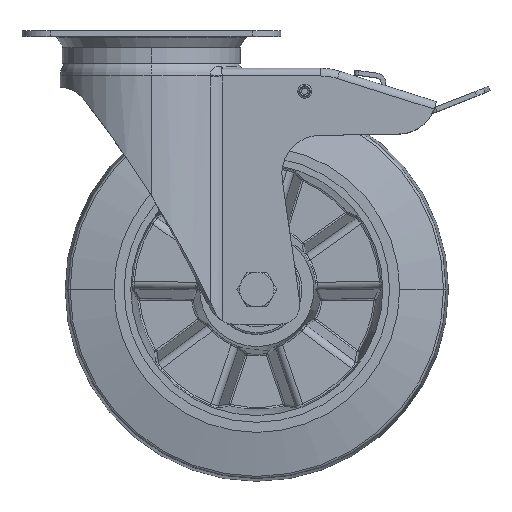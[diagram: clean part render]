
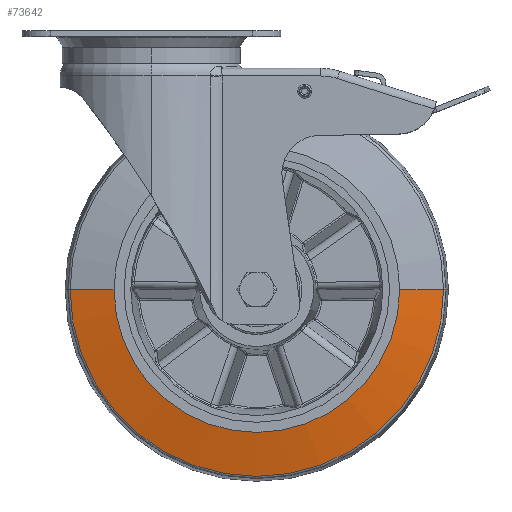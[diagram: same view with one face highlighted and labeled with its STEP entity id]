
A CAD part, top view. The second image highlights one B-rep face of the part: STEP entity #73642.
In plain terms, the highlighted conical face has half-angle 77.093 degrees and reference radius 98.5 mm.
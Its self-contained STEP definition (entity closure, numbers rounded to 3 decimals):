
#5500 = VERTEX_POINT ( 'NONE', #15930 ) ;
#5991 = EDGE_CURVE ( 'NONE', #13962, #60776, #42262, .T. ) ;
#6151 = ORIENTED_EDGE ( 'NONE', *, *, #30457, .F. ) ;
#8086 = FACE_OUTER_BOUND ( 'NONE', #49337, .T. ) ;
#8570 = LINE ( 'NONE', #71721, #36158 ) ;
#8859 = DIRECTION ( 'NONE',  ( 0., 0., -1. ) ) ;
#13962 = VERTEX_POINT ( 'NONE', #40391 ) ;
#15575 = AXIS2_PLACEMENT_3D ( 'NONE', #21230, #31633, #56039 ) ;
#15652 = DIRECTION ( 'NONE',  ( 0.975, 0., -0.223 ) ) ;
#15930 = CARTESIAN_POINT ( 'NONE',  ( 129.5, -135., 22. ) ) ;
#16084 = ORIENTED_EDGE ( 'NONE', *, *, #5991, .T. ) ;
#16279 = EDGE_CURVE ( 'NONE', #19653, #13962, #8570, .T. ) ;
#18130 = ORIENTED_EDGE ( 'NONE', *, *, #47591, .F. ) ;
#19653 = VERTEX_POINT ( 'NONE', #70465 ) ;
#21230 = CARTESIAN_POINT ( 'NONE',  ( 55., -135., 22. ) ) ;
#25358 = CIRCLE ( 'NONE', #15575, 74.5 ) ;
#26090 = ORIENTED_EDGE ( 'NONE', *, *, #16279, .T. ) ;
#30457 = EDGE_CURVE ( 'NONE', #5500, #60776, #39180, .T. ) ;
#31369 = CONICAL_SURFACE ( 'NONE', #52398, 98.5, 1.346 ) ;
#31633 = DIRECTION ( 'NONE',  ( 0., 0., 1. ) ) ;
#32381 = DIRECTION ( 'NONE',  ( -1., 0., 0. ) ) ;
#32992 = CARTESIAN_POINT ( 'NONE',  ( 153.5, -135., 16.5 ) ) ;
#36158 = VECTOR ( 'NONE', #66947, 1000. ) ;
#39180 = LINE ( 'NONE', #32992, #74845 ) ;
#39773 = AXIS2_PLACEMENT_3D ( 'NONE', #44034, #58709, #40507 ) ;
#40391 = CARTESIAN_POINT ( 'NONE',  ( -42.44, -135., 16.743 ) ) ;
#40507 = DIRECTION ( 'NONE',  ( 1., 0., 0. ) ) ;
#42262 = CIRCLE ( 'NONE', #39773, 97.44 ) ;
#44034 = CARTESIAN_POINT ( 'NONE',  ( 55., -135., 16.743 ) ) ;
#47591 = EDGE_CURVE ( 'NONE', #19653, #5500, #25358, .T. ) ;
#49337 = EDGE_LOOP ( 'NONE', ( #6151, #18130, #26090, #16084 ) ) ;
#52031 = CARTESIAN_POINT ( 'NONE',  ( 152.44, -135., 16.743 ) ) ;
#52398 = AXIS2_PLACEMENT_3D ( 'NONE', #61026, #8859, #32381 ) ;
#56039 = DIRECTION ( 'NONE',  ( 1., 0., 0. ) ) ;
#58709 = DIRECTION ( 'NONE',  ( 0., 0., 1. ) ) ;
#60776 = VERTEX_POINT ( 'NONE', #52031 ) ;
#61026 = CARTESIAN_POINT ( 'NONE',  ( 55., -135., 16.5 ) ) ;
#66947 = DIRECTION ( 'NONE',  ( -0.975, 0., -0.223 ) ) ;
#70465 = CARTESIAN_POINT ( 'NONE',  ( -19.5, -135., 22. ) ) ;
#71721 = CARTESIAN_POINT ( 'NONE',  ( -43.5, -135., 16.5 ) ) ;
#73642 = ADVANCED_FACE ( 'NONE', ( #8086 ), #31369, .T. ) ;
#74845 = VECTOR ( 'NONE', #15652, 1000. ) ;
